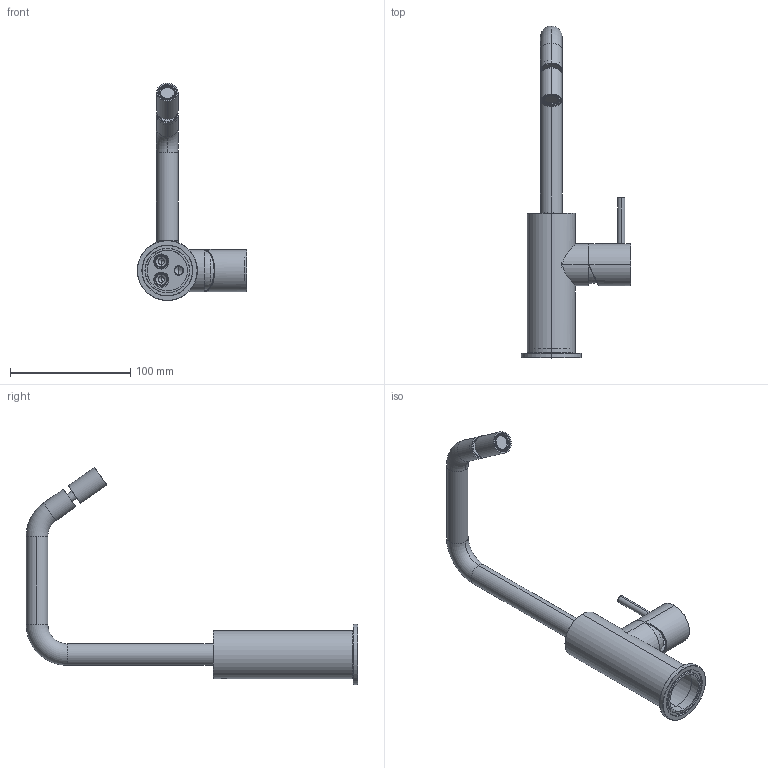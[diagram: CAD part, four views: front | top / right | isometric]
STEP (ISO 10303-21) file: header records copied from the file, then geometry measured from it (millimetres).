
FILE_DESCRIPTION (( 'STEP AP214' ), '1' );
FILE_NAME ('C35.0012.Y 3D.STEP', '2023-01-19T13:56:34', ( '' ), ( '' ), 'SwSTEP 2.0', 'SolidWorks 2022', '' );
FILE_SCHEMA (( 'AUTOMOTIVE_DESIGN' ));
Length unit declared in the file: millimetre
Products named in the file (11): 0001-ROTULA_BID__M16x1_000000000000.STEP; 0001-ESPELHO__50x5MM_000000000000.STEP; 0001-POMULO__6x40MM FURADO.STEP; 3D_Corpo Bica _40.STEP; C35.0012.Y.STEP; 0001-MANIPULO__35x35MM_QUADRA_000000000000.STEP; 0001-CASQUILHO__35_000000000000.STEP; 0001-EMBELEZADOR_M30x1x8MM_000000000000.STEP; 011101102300.STEP; BICA _18 Y X155 Y170 - M_DIA.STEP; C35.0012.Y 3D
Assembly tree (10 placements, depth 3):
  C35.0012.Y 3D
    C35.0012.Y.STEP
      3D_Corpo Bica _40.STEP
      0001-CASQUILHO__35_000000000000.STEP
      0001-EMBELEZADOR_M30x1x8MM_000000000000.STEP
      0001-MANIPULO__35x35MM_QUADRA_000000000000.STEP
      0001-POMULO__6x40MM FURADO.STEP
      0001-ESPELHO__50x5MM_000000000000.STEP
      0001-ROTULA_BID__M16x1_000000000000.STEP
      BICA _18 Y X155 Y170 - M_DIA.STEP
      011101102300.STEP
Bounding box: 91 x 275.43 x 180.44 mm (x, y, z)
Volume: 152203.5 mm3; surface area: 81503 mm2
Topology: 9 solids, 9 shells, 369 faces, 835 edges, 500 vertices
Faces by surface type: cylinder 137, cone 106, plane 91, torus 26, bspline 5, sphere 4
Entity records: 12629 total; most frequent: CARTESIAN_POINT 3749, DIRECTION 1959, ORIENTED_EDGE 1640, EDGE_CURVE 820, AXIS2_PLACEMENT_3D 812, VERTEX_POINT 500, CIRCLE 434, EDGE_LOOP 418
